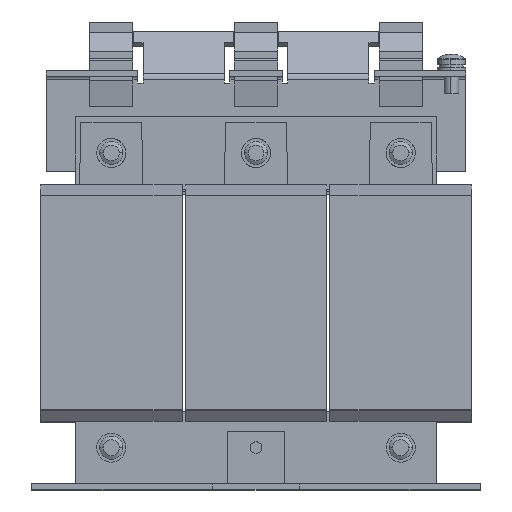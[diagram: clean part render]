
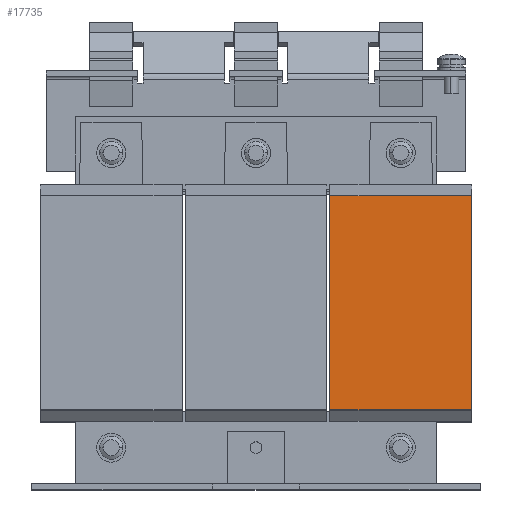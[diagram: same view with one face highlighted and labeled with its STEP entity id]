
A CAD part, top view. The second image highlights one B-rep face of the part: STEP entity #17735.
In plain terms, the highlighted planar face has unit normal (0, 0, 1).
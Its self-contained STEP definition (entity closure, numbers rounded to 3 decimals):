
#182 = CARTESIAN_POINT ( 'NONE',  ( 74.5, -37.9, 29. ) ) ;
#309 = CARTESIAN_POINT ( 'NONE',  ( 74.5, 36.1, 29. ) ) ;
#760 = CARTESIAN_POINT ( 'NONE',  ( 25.5, -37.9, 29. ) ) ;
#917 = VECTOR ( 'NONE', #18136, 1000. ) ;
#1355 = LINE ( 'NONE', #12546, #917 ) ;
#2308 = LINE ( 'NONE', #760, #18515 ) ;
#2469 = EDGE_CURVE ( 'Defeature ausgef�hrt2_61+Defeature ausgef�hrt2_82+Defeature ausgef�hrt2_60+Defeature ausgef�hrt2_62', #10505, #10999, #2308, .T. ) ;
#4046 = ORIENTED_EDGE ( 'NONE', *, *, #5204, .T. ) ;
#4158 = CARTESIAN_POINT ( 'NONE',  ( 74.5, -37.9, 29. ) ) ;
#5204 = EDGE_CURVE ( 'Defeature ausgef�hrt2_61+Defeature ausgef�hrt2_60+Defeature ausgef�hrt2_81+Defeature ausgef�hrt2_82', #7581, #10505, #1355, .T. ) ;
#5418 = FACE_OUTER_BOUND ( 'NONE', #13675, .T. ) ;
#5604 = EDGE_CURVE ( 'Defeature ausgef�hrt2_81+Defeature ausgef�hrt2_61+Defeature ausgef�hrt2_60+Defeature ausgef�hrt2_62', #7581, #18619, #7177, .T. ) ;
#5850 = PLANE ( 'NONE',  #8812 ) ;
#7177 = LINE ( 'NONE', #16689, #8098 ) ;
#7410 = CARTESIAN_POINT ( 'NONE',  ( 25.5, -37.9, 29. ) ) ;
#7572 = DIRECTION ( 'NONE',  ( -1., 0., 0. ) ) ;
#7581 = VERTEX_POINT ( 'NONE', #309 ) ;
#7768 = VECTOR ( 'NONE', #18650, 1000. ) ;
#7820 = ORIENTED_EDGE ( 'NONE', *, *, #8964, .F. ) ;
#8098 = VECTOR ( 'NONE', #15095, 1000. ) ;
#8243 = DIRECTION ( 'NONE',  ( 0., -1., 0. ) ) ;
#8812 = AXIS2_PLACEMENT_3D ( 'NONE', #16142, #17646, #7572 ) ;
#8944 = CARTESIAN_POINT ( 'NONE',  ( 25.5, 36.1, 29. ) ) ;
#8964 = EDGE_CURVE ( 'Defeature ausgef�hrt2_62+Defeature ausgef�hrt2_61+Defeature ausgef�hrt2_81+Defeature ausgef�hrt2_82', #18619, #10999, #12713, .T. ) ;
#10505 = VERTEX_POINT ( 'NONE', #8944 ) ;
#10999 = VERTEX_POINT ( 'NONE', #7410 ) ;
#12546 = CARTESIAN_POINT ( 'NONE',  ( 74.5, 36.1, 29. ) ) ;
#12713 = LINE ( 'NONE', #4158, #7768 ) ;
#13675 = EDGE_LOOP ( 'NONE', ( #14855, #7820, #14090, #4046 ) ) ;
#14090 = ORIENTED_EDGE ( 'NONE', *, *, #5604, .F. ) ;
#14855 = ORIENTED_EDGE ( 'NONE', *, *, #2469, .T. ) ;
#15095 = DIRECTION ( 'NONE',  ( 0., -1., 0. ) ) ;
#16142 = CARTESIAN_POINT ( 'NONE',  ( 74.5, -37.9, 29. ) ) ;
#16689 = CARTESIAN_POINT ( 'NONE',  ( 74.5, -37.9, 29. ) ) ;
#17646 = DIRECTION ( 'NONE',  ( 0., 0., -1. ) ) ;
#17735 = ADVANCED_FACE ( 'Defeature ausgef�hrt2_61', ( #5418 ), #5850, .F. ) ;
#18136 = DIRECTION ( 'NONE',  ( -1., 0., 0. ) ) ;
#18515 = VECTOR ( 'NONE', #8243, 1000. ) ;
#18619 = VERTEX_POINT ( 'NONE', #182 ) ;
#18650 = DIRECTION ( 'NONE',  ( -1., 0., 0. ) ) ;
